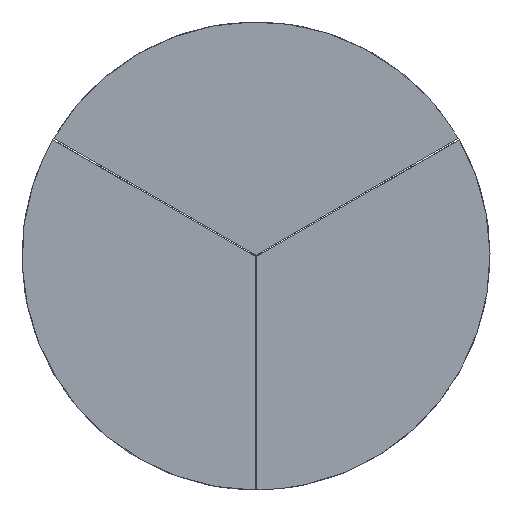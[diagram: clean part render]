
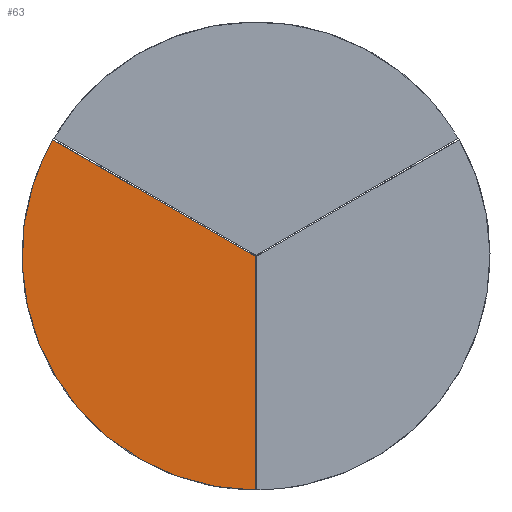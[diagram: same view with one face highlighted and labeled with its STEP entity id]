
A CAD part, top view. The second image highlights one B-rep face of the part: STEP entity #63.
In plain terms, the highlighted planar face has unit normal (0, 0, 1).
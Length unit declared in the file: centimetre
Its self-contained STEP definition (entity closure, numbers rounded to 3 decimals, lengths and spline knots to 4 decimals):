
#63=ADVANCED_FACE('',(#153),#1375,.T.);
#153=FACE_OUTER_BOUND('',#245,.T.);
#245=EDGE_LOOP('',(#374,#375,#376));
#374=ORIENTED_EDGE('',*,*,#805,.F.);
#375=ORIENTED_EDGE('',*,*,#798,.F.);
#376=ORIENTED_EDGE('',*,*,#802,.F.);
#798=EDGE_CURVE('',#1244,#1239,#1114,.T.);
#802=EDGE_CURVE('',#1240,#1244,#1019,.T.);
#805=EDGE_CURVE('',#1239,#1240,#1022,.T.);
#1019=B_SPLINE_CURVE_WITH_KNOTS('',2,(#1832,#1833,#1834),.UNSPECIFIED.,
 .F.,.F.,(3,3),(130927.7168,131601.2686),.UNSPECIFIED.);
#1022=B_SPLINE_CURVE_WITH_KNOTS('',1,(#1840,#1841),.UNSPECIFIED.,.F.,.F.,
(2,2),(133009.9849,133683.5368),.UNSPECIFIED.);
#1114=(
BOUNDED_CURVE()
B_SPLINE_CURVE(2,(#1820,#1821,#1822,#1823,#1824),.UNSPECIFIED.,.F.,.F.)
B_SPLINE_CURVE_WITH_KNOTS((3,2,3),(131601.2686,132305.6268,133009.9849),
 .UNSPECIFIED.)
CURVE()
GEOMETRIC_REPRESENTATION_ITEM()
RATIONAL_B_SPLINE_CURVE((1.,0.867,1.,0.867,1.))
REPRESENTATION_ITEM('')
);
#1239=VERTEX_POINT('',#1729);
#1240=VERTEX_POINT('',#1730);
#1244=VERTEX_POINT('',#1734);
#1375=PLANE('',#1505);
#1505=AXIS2_PLACEMENT_3D('',#1691,#1598,$);
#1598=DIRECTION('',(0.,0.,1.));
#1691=CARTESIAN_POINT('',(-39.8466,-25.6724,3.));
#1729=CARTESIAN_POINT('',(8.9187,33.5333,3.));
#1730=CARTESIAN_POINT('',(67.25,-0.1443,3.));
#1734=CARTESIAN_POINT('',(67.25,-67.4995,3.));
#1820=CARTESIAN_POINT('',(67.25,-67.4995,3.));
#1821=CARTESIAN_POINT('',(28.4456,-67.3558,3.));
#1822=CARTESIAN_POINT('',(9.0433,-33.75,3.));
#1823=CARTESIAN_POINT('',(-10.359,-0.1442,3.));
#1824=CARTESIAN_POINT('',(8.9187,33.5333,3.));
#1832=CARTESIAN_POINT('',(67.25,-0.1443,3.));
#1833=CARTESIAN_POINT('',(67.25,-33.8219,3.));
#1834=CARTESIAN_POINT('',(67.25,-67.4995,3.));
#1840=CARTESIAN_POINT('',(8.9187,33.5333,3.));
#1841=CARTESIAN_POINT('',(67.25,-0.1443,3.));
